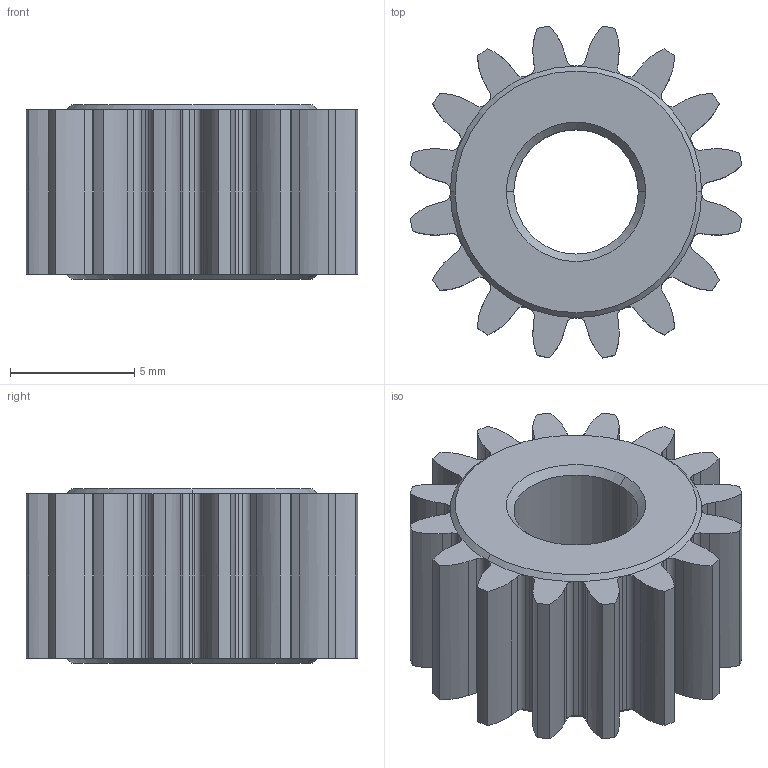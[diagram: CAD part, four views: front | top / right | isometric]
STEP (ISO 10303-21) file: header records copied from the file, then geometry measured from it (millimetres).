
FILE_DESCRIPTION (( 'STEP AP214' ), '1' );
FILE_NAME ('Gear00024.STEP', '2017-09-01T08:18:41', ( '13' ), ( '' ), 'SwSTEP 2.0', 'SolidWorks 2012', '' );
FILE_SCHEMA (( 'AUTOMOTIVE_DESIGN' ));
Length unit declared in the file: millimetre
Products named in the file (1): Gear00024
Bounding box: 13.33 x 13.33 x 7 mm (x, y, z)
Volume: 622.7 mm3; surface area: 777.9 mm2
Topology: 1 solids, 1 shells, 151 faces, 437 edges, 290 vertices
Faces by surface type: cylinder 75, plane 36, bspline 32, cone 8
Entity records: 5379 total; most frequent: CARTESIAN_POINT 1423, ORIENTED_EDGE 874, DIRECTION 775, EDGE_CURVE 437, VERTEX_POINT 290, AXIS2_PLACEMENT_3D 282, LINE 211, VECTOR 211
